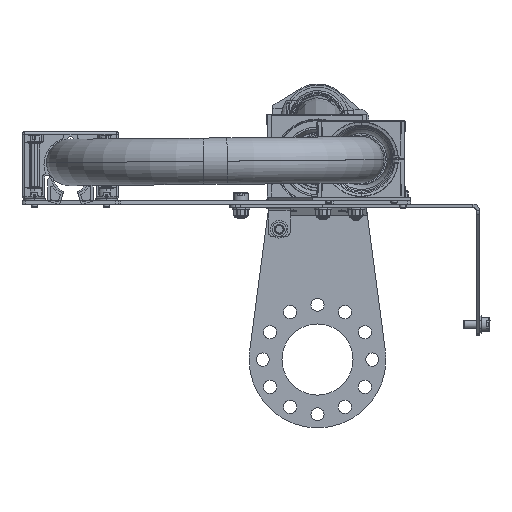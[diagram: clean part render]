
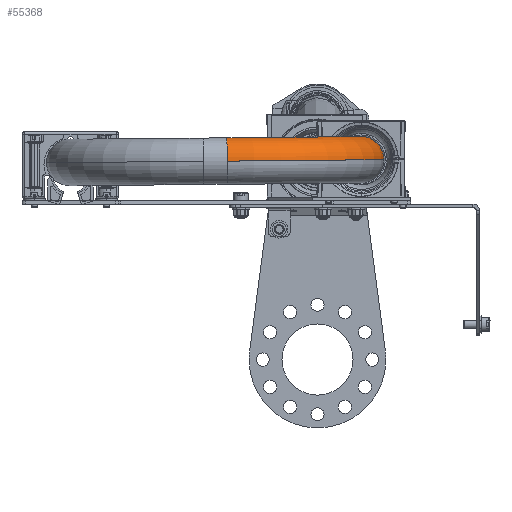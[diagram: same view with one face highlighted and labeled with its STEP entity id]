
A CAD part, left-side view. The second image highlights one B-rep face of the part: STEP entity #55368.
In plain terms, the highlighted toroidal (fillet/blend) face has major radius 122 mm and minor radius 21.25 mm.
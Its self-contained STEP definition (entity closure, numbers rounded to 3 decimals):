
#81 = TOROIDAL_SURFACE ( 'NONE', #108366, 122., 21.25 ) ;
#1825 = CIRCLE ( 'NONE', #31684, 21.25 ) ;
#1869 = CARTESIAN_POINT ( 'NONE',  ( -279.794, -39.442, 1787.515 ) ) ;
#2434 = DIRECTION ( 'NONE',  ( 0., -0.999, 0.033 ) ) ;
#2724 = DIRECTION ( 'NONE',  ( 0., 1., -0.009 ) ) ;
#8580 = VERTEX_POINT ( 'NONE', #67120 ) ;
#11483 = DIRECTION ( 'NONE',  ( -1., 0., 0.024 ) ) ;
#12204 = FACE_OUTER_BOUND ( 'NONE', #35679, .T. ) ;
#14514 = DIRECTION ( 'NONE',  ( -0.001, 0.009, 1. ) ) ;
#16012 = DIRECTION ( 'NONE',  ( -0.001, 0.009, 1. ) ) ;
#16574 = DIRECTION ( 'NONE',  ( -1., 0., 0.024 ) ) ;
#17901 = VERTEX_POINT ( 'NONE', #74624 ) ;
#19143 = CIRCLE ( 'NONE', #62070, 21.25 ) ;
#23197 = CARTESIAN_POINT ( 'NONE',  ( -401.793, 82.553, 1786.31 ) ) ;
#23708 = ORIENTED_EDGE ( 'NONE', *, *, #77931, .T. ) ;
#24483 = ORIENTED_EDGE ( 'NONE', *, *, #34186, .F. ) ;
#26507 = DIRECTION ( 'NONE',  ( 0., 1., -0.009 ) ) ;
#26823 = VERTEX_POINT ( 'NONE', #102320 ) ;
#28071 = ORIENTED_EDGE ( 'NONE', *, *, #54737, .T. ) ;
#28373 = ORIENTED_EDGE ( 'NONE', *, *, #59890, .F. ) ;
#31281 = DIRECTION ( 'NONE',  ( 0., -0.999, 0.033 ) ) ;
#31684 = AXIS2_PLACEMENT_3D ( 'NONE', #1869, #82540, #2434 ) ;
#34186 = EDGE_CURVE ( 'NONE', #8580, #26823, #70784, .T. ) ;
#35679 = EDGE_LOOP ( 'NONE', ( #79135, #86821, #28071, #23708, #24483, #28373 ) ) ;
#37817 = CIRCLE ( 'NONE', #60256, 143.25 ) ;
#44999 = CARTESIAN_POINT ( 'NONE',  ( -279.812, -39.77, 1808.762 ) ) ;
#46870 = VERTEX_POINT ( 'NONE', #44999 ) ;
#48228 = VERTEX_POINT ( 'NONE', #107386 ) ;
#49057 = DIRECTION ( 'NONE',  ( 0., -1., 0.009 ) ) ;
#52775 = EDGE_CURVE ( 'NONE', #17901, #110340, #72508, .T. ) ;
#53687 = CARTESIAN_POINT ( 'NONE',  ( -279.793, 82.553, 1786.413 ) ) ;
#54737 = EDGE_CURVE ( 'NONE', #48228, #46870, #1825, .T. ) ;
#55368 = ADVANCED_FACE ( 'NONE', ( #12204 ), #81, .T. ) ;
#55400 = DIRECTION ( 'NONE',  ( -0.001, 0.009, 1. ) ) ;
#59890 = EDGE_CURVE ( 'NONE', #110340, #8580, #19143, .T. ) ;
#60256 = AXIS2_PLACEMENT_3D ( 'NONE', #53687, #55400, #106287 ) ;
#62070 = AXIS2_PLACEMENT_3D ( 'NONE', #89294, #2724, #11483 ) ;
#67120 = CARTESIAN_POINT ( 'NONE',  ( -380.543, 82.553, 1786.328 ) ) ;
#70784 = CIRCLE ( 'NONE', #102580, 100.75 ) ;
#72132 = AXIS2_PLACEMENT_3D ( 'NONE', #76878, #102048, #31281 ) ;
#72508 = CIRCLE ( 'NONE', #115414, 21.25 ) ;
#74624 = CARTESIAN_POINT ( 'NONE',  ( -423.043, 82.553, 1786.292 ) ) ;
#76878 = CARTESIAN_POINT ( 'NONE',  ( -279.794, -39.442, 1787.515 ) ) ;
#77931 = EDGE_CURVE ( 'NONE', #46870, #26823, #115031, .T. ) ;
#79135 = ORIENTED_EDGE ( 'NONE', *, *, #52775, .F. ) ;
#82540 = DIRECTION ( 'NONE',  ( -1., 0., -0.001 ) ) ;
#86821 = ORIENTED_EDGE ( 'NONE', *, *, #93226, .T. ) ;
#89294 = CARTESIAN_POINT ( 'NONE',  ( -401.793, 82.553, 1786.31 ) ) ;
#92900 = CARTESIAN_POINT ( 'NONE',  ( -279.793, 82.553, 1786.413 ) ) ;
#93226 = EDGE_CURVE ( 'NONE', #17901, #48228, #37817, .T. ) ;
#95001 = CARTESIAN_POINT ( 'NONE',  ( -279.793, 82.553, 1786.413 ) ) ;
#102048 = DIRECTION ( 'NONE',  ( -1., 0., -0.001 ) ) ;
#102320 = CARTESIAN_POINT ( 'NONE',  ( -279.794, -18.193, 1787.323 ) ) ;
#102580 = AXIS2_PLACEMENT_3D ( 'NONE', #95001, #16012, #112508 ) ;
#103151 = CARTESIAN_POINT ( 'NONE',  ( -401.811, 82.745, 1807.559 ) ) ;
#106287 = DIRECTION ( 'NONE',  ( 0., -1., 0.009 ) ) ;
#107386 = CARTESIAN_POINT ( 'NONE',  ( -279.794, -60.691, 1787.706 ) ) ;
#108366 = AXIS2_PLACEMENT_3D ( 'NONE', #92900, #14514, #49057 ) ;
#110340 = VERTEX_POINT ( 'NONE', #103151 ) ;
#112508 = DIRECTION ( 'NONE',  ( 0., -1., 0.009 ) ) ;
#115031 = CIRCLE ( 'NONE', #72132, 21.25 ) ;
#115414 = AXIS2_PLACEMENT_3D ( 'NONE', #23197, #26507, #16574 ) ;
